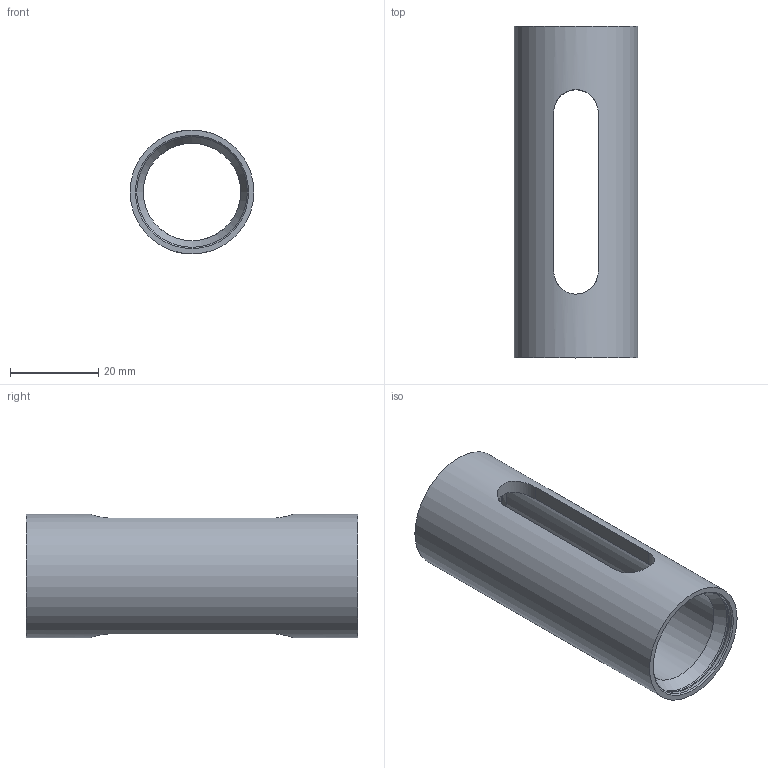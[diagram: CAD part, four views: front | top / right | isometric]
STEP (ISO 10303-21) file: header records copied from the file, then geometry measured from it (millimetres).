
FILE_DESCRIPTION(('FreeCAD Model'),'2;1');
FILE_NAME('Open CASCADE Shape Model','2025-09-03T21:08:34',(''),(''), 'Open CASCADE STEP processor 7.6','FreeCAD','Unknown');
FILE_SCHEMA(('AUTOMOTIVE_DESIGN { 1 0 10303 214 1 1 1 1 }'));
Length unit declared in the file: millimetre
Products named in the file (1): Pocket
Bounding box: 28 x 75 x 28 mm (x, y, z)
Volume: 14260.5 mm3; surface area: 10984 mm2
Topology: 1 solids, 1 shells, 22 faces, 50 edges, 30 vertices
Faces by surface type: cone 8, cylinder 8, plane 6
Full cylindrical faces by diameter (mm): 22 x1, 25 x2, 28 x1
Entity records: 2448 total; most frequent: CARTESIAN_POINT 1447, DIRECTION 166, ORIENTED_EDGE 100, PCURVE 100, DEFINITIONAL_REPRESENTATION 100, LINE 88, VECTOR 88, EDGE_CURVE 50
